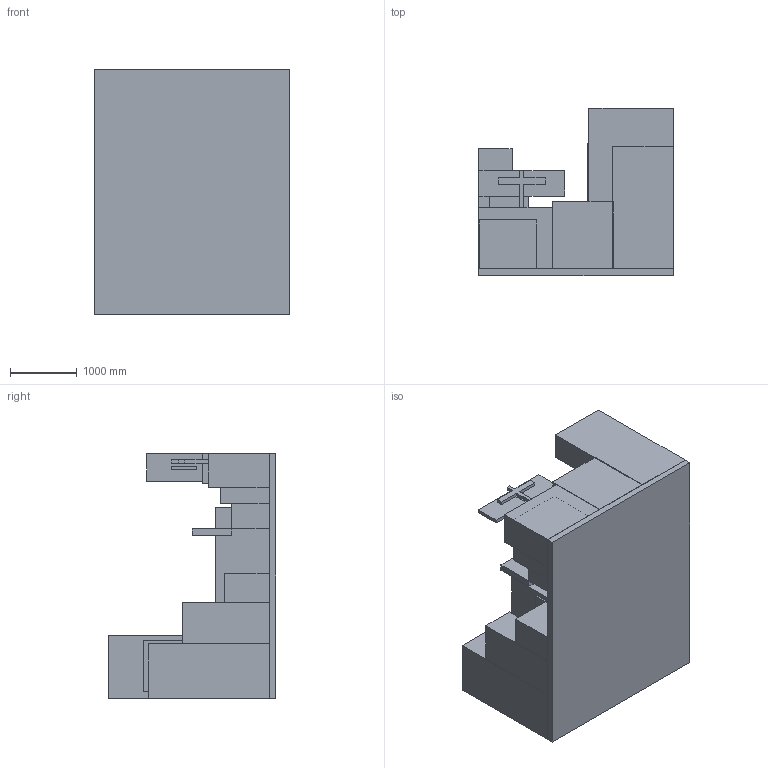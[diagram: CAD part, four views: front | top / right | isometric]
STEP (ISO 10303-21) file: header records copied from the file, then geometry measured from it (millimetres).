
FILE_DESCRIPTION(/* description */ (''),/* implementation_level */ '2;1');
FILE_NAME(/* name */ 'duplicate v4.stp',/* time_stamp */ '2021-10-12T21:23:38+01:00',/* author */ (''),/* organization */ (''),/* preprocessor_version */ 'ST-DEVELOPER v18.1',/* originating_system */ 'Autodesk Translation Framework v10.10.0.1391',/* authorisation */ '');
FILE_SCHEMA (('AUTOMOTIVE_DESIGN { 1 0 10303 214 3 1 1 }'));
Length unit declared in the file: metre
Products named in the file (14): duplicate; walls; door; oldroom; junk boxes; bed; computer table; chair; small chest of draws; wooden shelving; chest of draws; hollow stand; shelving; lcd (1)
Assembly tree (13 placements, depth 3):
  duplicate
    walls
      door
    oldroom
      junk boxes
      bed
      computer table
      chair
      small chest of draws
      wooden shelving
      chest of draws
      hollow stand
      shelving
      lcd (1)
Bounding box: 2910 x 2505 x 3651 mm (x, y, z)
Volume: 8945225210.6 mm3; surface area: 76075026.7 mm2
Topology: 15 solids, 15 shells, 101 faces, 213 edges, 142 vertices
Faces by surface type: plane 101
Entity records: 3086 total; most frequent: CARTESIAN_POINT 483, DIRECTION 469, ORIENTED_EDGE 426, LINE 213, VECTOR 213, EDGE_CURVE 213, VERTEX_POINT 142, AXIS2_PLACEMENT_3D 128
